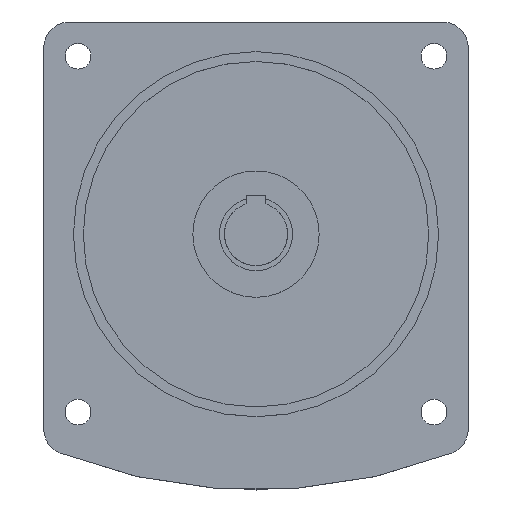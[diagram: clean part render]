
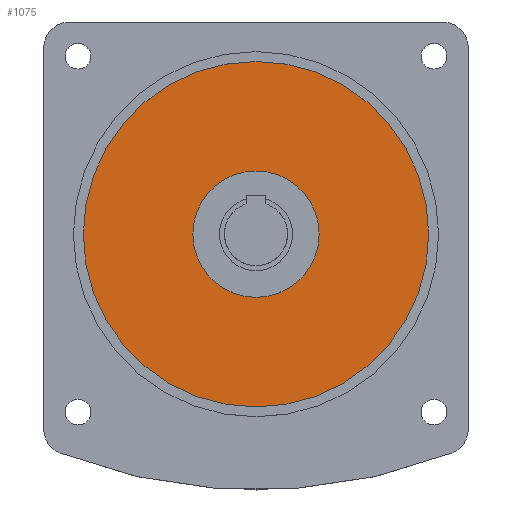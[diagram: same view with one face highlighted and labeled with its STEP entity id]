
A CAD part, top view. The second image highlights one B-rep face of the part: STEP entity #1075.
In plain terms, the highlighted planar face has unit normal (0, 0, 1).
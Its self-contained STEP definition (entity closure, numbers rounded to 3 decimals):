
#314 = ORIENTED_EDGE ( 'NONE', *, *, #2689, .F. ) ;
#348 = CARTESIAN_POINT ( 'NONE',  ( 0., 0., 0. ) ) ;
#543 = CIRCLE ( 'NONE', #3585, 87.5 ) ;
#663 = DIRECTION ( 'NONE',  ( 0., 0., 1. ) ) ;
#698 = DIRECTION ( 'NONE',  ( 1., 0., 0. ) ) ;
#734 = CARTESIAN_POINT ( 'NONE',  ( 0., 0., 0. ) ) ;
#857 = AXIS2_PLACEMENT_3D ( 'NONE', #348, #2493, #4728 ) ;
#878 = CIRCLE ( 'NONE', #857, 32. ) ;
#953 = CARTESIAN_POINT ( 'NONE',  ( 0., 0., 0. ) ) ;
#995 = FACE_OUTER_BOUND ( 'NONE', #4215, .T. ) ;
#1075 = ADVANCED_FACE ( 'NONE', ( #995, #1334 ), #2021, .T. ) ;
#1088 = AXIS2_PLACEMENT_3D ( 'NONE', #2955, #5591, #2459 ) ;
#1206 = CARTESIAN_POINT ( 'NONE',  ( 32., 0., 0. ) ) ;
#1334 = FACE_BOUND ( 'NONE', #3183, .T. ) ;
#1390 = DIRECTION ( 'NONE',  ( 1., 0., 0. ) ) ;
#1472 = VERTEX_POINT ( 'NONE', #1490 ) ;
#1490 = CARTESIAN_POINT ( 'NONE',  ( -87.5, 0., 0. ) ) ;
#1559 = VERTEX_POINT ( 'NONE', #1206 ) ;
#1713 = VERTEX_POINT ( 'NONE', #2287 ) ;
#1739 = ORIENTED_EDGE ( 'NONE', *, *, #4091, .F. ) ;
#2021 = PLANE ( 'NONE',  #1088 ) ;
#2099 = ORIENTED_EDGE ( 'NONE', *, *, #3524, .F. ) ;
#2287 = CARTESIAN_POINT ( 'NONE',  ( -32., 0., 0. ) ) ;
#2454 = VERTEX_POINT ( 'NONE', #4777 ) ;
#2459 = DIRECTION ( 'NONE',  ( 1., 0., 0. ) ) ;
#2493 = DIRECTION ( 'NONE',  ( 0., 0., 1. ) ) ;
#2689 = EDGE_CURVE ( 'NONE', #1713, #1559, #4201, .T. ) ;
#2955 = CARTESIAN_POINT ( 'NONE',  ( 0., 144.142, 0. ) ) ;
#3183 = EDGE_LOOP ( 'NONE', ( #314, #2099 ) ) ;
#3286 = CIRCLE ( 'NONE', #5270, 87.5 ) ;
#3524 = EDGE_CURVE ( 'NONE', #1559, #1713, #878, .T. ) ;
#3585 = AXIS2_PLACEMENT_3D ( 'NONE', #953, #4405, #1390 ) ;
#3754 = EDGE_CURVE ( 'NONE', #1472, #2454, #543, .T. ) ;
#4091 = EDGE_CURVE ( 'NONE', #2454, #1472, #3286, .T. ) ;
#4201 = CIRCLE ( 'NONE', #5071, 32. ) ;
#4215 = EDGE_LOOP ( 'NONE', ( #4273, #1739 ) ) ;
#4273 = ORIENTED_EDGE ( 'NONE', *, *, #3754, .F. ) ;
#4405 = DIRECTION ( 'NONE',  ( 0., 0., -1. ) ) ;
#4728 = DIRECTION ( 'NONE',  ( 1., 0., 0. ) ) ;
#4777 = CARTESIAN_POINT ( 'NONE',  ( 87.5, 0., 0. ) ) ;
#4783 = DIRECTION ( 'NONE',  ( 1., 0., 0. ) ) ;
#5071 = AXIS2_PLACEMENT_3D ( 'NONE', #734, #663, #698 ) ;
#5252 = CARTESIAN_POINT ( 'NONE',  ( 0., 0., 0. ) ) ;
#5270 = AXIS2_PLACEMENT_3D ( 'NONE', #5252, #5286, #4783 ) ;
#5286 = DIRECTION ( 'NONE',  ( 0., 0., -1. ) ) ;
#5591 = DIRECTION ( 'NONE',  ( 0., 0., 1. ) ) ;
